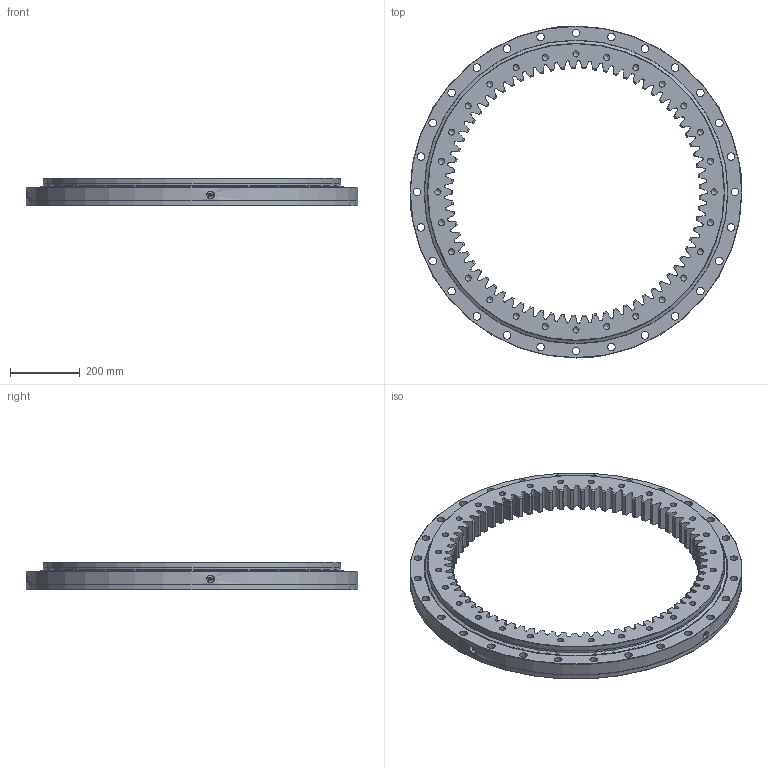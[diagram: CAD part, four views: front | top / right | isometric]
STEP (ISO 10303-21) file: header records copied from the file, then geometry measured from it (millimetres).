
FILE_DESCRIPTION (( 'STEP AP214' ), '1' );
FILE_NAME ('I.955.25.00.B.STEP', '2018-09-12T13:59:50', ( '' ), ( '' ), 'SwSTEP 2.0', 'SolidWorks 2016', '' );
FILE_SCHEMA (( 'AUTOMOTIVE_DESIGN' ));
Length unit declared in the file: millimetre
Products named in the file (7): B.955.B25B.A3N.1 - IR; Grease nipple M10x1mm; B.955.B25B.A3N.1 - OR; B.955.B25B.A3N.1 - OR Seal; B.955.B25B.A3N.1 - IR Seal; Ball D25; I.955.25.00.B
Assembly tree (100 placements, depth 2):
  I.955.25.00.B
    B.955.B25B.A3N.1 - IR
    B.955.B25B.A3N.1 - OR
    Ball D25  x92
    B.955.B25B.A3N.1 - IR Seal
    B.955.B25B.A3N.1 - OR Seal
    Grease nipple M10x1mm  x4
Bounding box: 955 x 955 x 80 mm (x, y, z)
Volume: 17217633.9 mm3; surface area: 2075144 mm2
Topology: 100 solids, 100 shells, 942 faces, 2627 edges, 1717 vertices
Faces by surface type: cone 244, bspline 219, plane 206, cylinder 162, sphere 92, torus 19
Full cylindrical faces by diameter (mm): 3 x4, 5 x4, 9 x4, 10 x4, 17.5 x28, 22 x32, 842 x2, 853 x1, 855 x1, 856 x4, 859 x1, 870 x2, 953 x1, 955 x1
Entity records: 29874 total; most frequent: CARTESIAN_POINT 11046, ORIENTED_EDGE 4012, DIRECTION 3036, EDGE_CURVE 2006, VERTEX_POINT 1396, AXIS2_PLACEMENT_3D 1150, EDGE_LOOP 992, FACE_OUTER_BOUND 861
